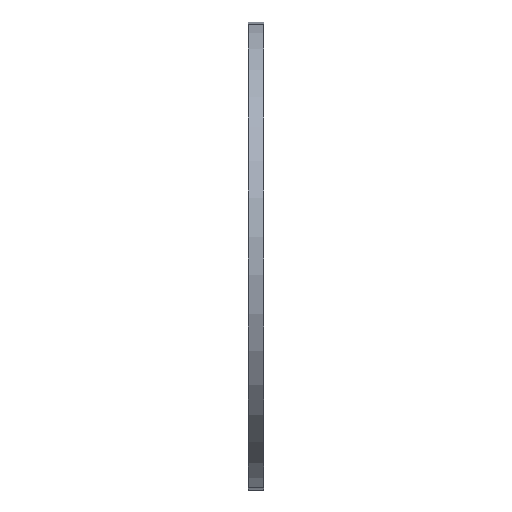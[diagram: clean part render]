
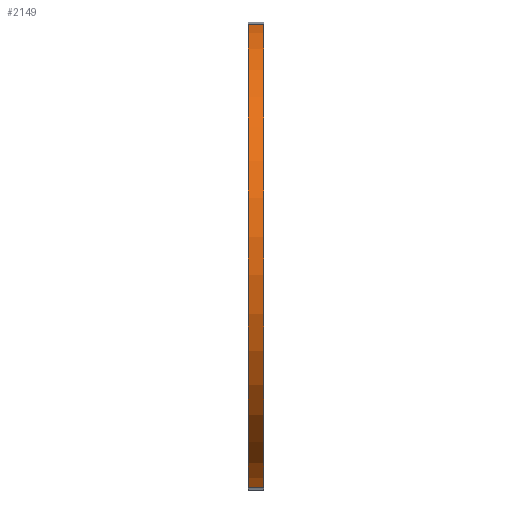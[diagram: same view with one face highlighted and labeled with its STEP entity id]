
A CAD part, left-side view. The second image highlights one B-rep face of the part: STEP entity #2149.
In plain terms, the highlighted cylindrical face has radius 147.5 mm (diameter 295 mm), a partial arc.
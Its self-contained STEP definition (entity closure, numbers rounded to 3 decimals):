
#186 = FACE_OUTER_BOUND ( 'NONE', #1039, .T. ) ;
#211 = VERTEX_POINT ( 'NONE', #2411 ) ;
#315 = VECTOR ( 'NONE', #1439, 1000. ) ;
#391 = VERTEX_POINT ( 'NONE', #1634 ) ;
#528 = EDGE_CURVE ( 'NONE', #211, #2158, #1165, .T. ) ;
#661 = CARTESIAN_POINT ( 'NONE',  ( -23.961, 10., -145.541 ) ) ;
#690 = DIRECTION ( 'NONE',  ( 0., 1., 0. ) ) ;
#1027 = DIRECTION ( 'NONE',  ( 0., -1., 0. ) ) ;
#1039 = EDGE_LOOP ( 'NONE', ( #2292, #2590, #1638, #2300 ) ) ;
#1043 = CIRCLE ( 'NONE', #1649, 147.5 ) ;
#1140 = DIRECTION ( 'NONE',  ( 0., -1., 0. ) ) ;
#1157 = VERTEX_POINT ( 'NONE', #661 ) ;
#1165 = CIRCLE ( 'NONE', #1193, 147.5 ) ;
#1193 = AXIS2_PLACEMENT_3D ( 'NONE', #1805, #2012, #2414 ) ;
#1355 = DIRECTION ( 'NONE',  ( 0., 0., 1. ) ) ;
#1420 = CARTESIAN_POINT ( 'NONE',  ( 0., 10., 0. ) ) ;
#1439 = DIRECTION ( 'NONE',  ( 0., 1., 0. ) ) ;
#1634 = CARTESIAN_POINT ( 'NONE',  ( -23.961, 10., 145.541 ) ) ;
#1638 = ORIENTED_EDGE ( 'NONE', *, *, #528, .T. ) ;
#1649 = AXIS2_PLACEMENT_3D ( 'NONE', #1420, #690, #1355 ) ;
#1703 = EDGE_CURVE ( 'NONE', #1157, #211, #2620, .T. ) ;
#1774 = CARTESIAN_POINT ( 'NONE',  ( -23.961, 10., -145.541 ) ) ;
#1789 = CYLINDRICAL_SURFACE ( 'NONE', #2212, 147.5 ) ;
#1805 = CARTESIAN_POINT ( 'NONE',  ( 0., 0., 0. ) ) ;
#1852 = CARTESIAN_POINT ( 'NONE',  ( -23.961, 10., 145.541 ) ) ;
#1888 = CARTESIAN_POINT ( 'NONE',  ( 0., 10., 0. ) ) ;
#1903 = DIRECTION ( 'NONE',  ( 0., 0., -1. ) ) ;
#2012 = DIRECTION ( 'NONE',  ( 0., 1., 0. ) ) ;
#2149 = ADVANCED_FACE ( 'NONE', ( #186 ), #1789, .T. ) ;
#2158 = VERTEX_POINT ( 'NONE', #2709 ) ;
#2179 = LINE ( 'NONE', #1852, #315 ) ;
#2212 = AXIS2_PLACEMENT_3D ( 'NONE', #1888, #1027, #1903 ) ;
#2292 = ORIENTED_EDGE ( 'NONE', *, *, #2385, .F. ) ;
#2300 = ORIENTED_EDGE ( 'NONE', *, *, #2512, .T. ) ;
#2385 = EDGE_CURVE ( 'NONE', #1157, #391, #1043, .T. ) ;
#2411 = CARTESIAN_POINT ( 'NONE',  ( -23.961, 0., -145.541 ) ) ;
#2414 = DIRECTION ( 'NONE',  ( 0., 0., 1. ) ) ;
#2512 = EDGE_CURVE ( 'NONE', #2158, #391, #2179, .T. ) ;
#2590 = ORIENTED_EDGE ( 'NONE', *, *, #1703, .T. ) ;
#2620 = LINE ( 'NONE', #1774, #2652 ) ;
#2652 = VECTOR ( 'NONE', #1140, 1000. ) ;
#2709 = CARTESIAN_POINT ( 'NONE',  ( -23.961, 0., 145.541 ) ) ;
